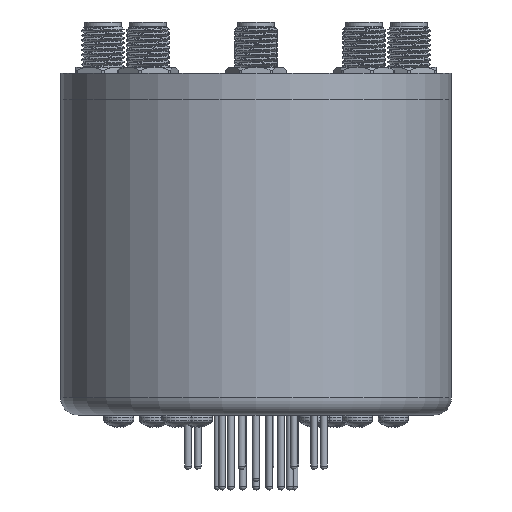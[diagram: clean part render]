
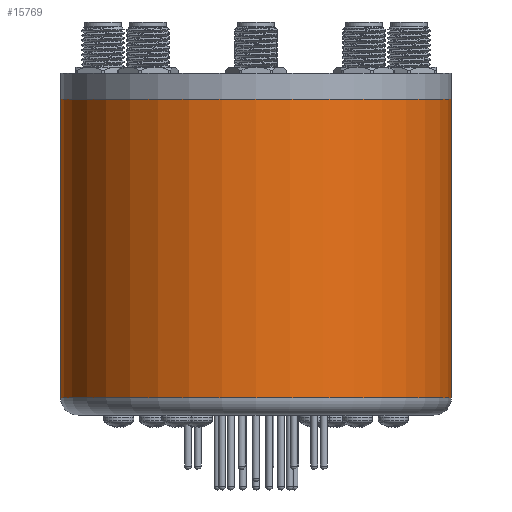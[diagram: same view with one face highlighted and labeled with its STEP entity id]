
A CAD part, front view. The second image highlights one B-rep face of the part: STEP entity #15769.
In plain terms, the highlighted cylindrical face has radius 28.575 mm (diameter 57.15 mm), a full revolution.
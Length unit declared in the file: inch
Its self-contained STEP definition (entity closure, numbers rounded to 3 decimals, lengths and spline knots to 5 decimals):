
#1734 = DIRECTION ( 'NONE',  ( 0., 0., -1. ) ) ;
#2263 = FACE_OUTER_BOUND ( 'NONE', #15920, .T. ) ;
#2796 = AXIS2_PLACEMENT_3D ( 'NONE', #14328, #33447, #36252 ) ;
#3691 = EDGE_CURVE ( 'NONE', #26256, #26256, #11878, .T. ) ;
#4920 = EDGE_CURVE ( 'NONE', #27716, #27716, #32672, .T. ) ;
#6784 = ORIENTED_EDGE ( 'NONE', *, *, #26945, .F. ) ;
#7023 = LINE ( 'NONE', #35507, #36636 ) ;
#7145 = DIRECTION ( 'NONE',  ( 0., 0., 1. ) ) ;
#7171 = VERTEX_POINT ( 'NONE', #21699 ) ;
#7206 = VERTEX_POINT ( 'NONE', #19463 ) ;
#8785 = ORIENTED_EDGE ( 'NONE', *, *, #17418, .T. ) ;
#10276 = LINE ( 'NONE', #12918, #33042 ) ;
#11478 = EDGE_LOOP ( 'NONE', ( #15231, #6784, #29767, #8785 ) ) ;
#11591 = DIRECTION ( 'NONE',  ( 1., 0., 0. ) ) ;
#11859 = EDGE_LOOP ( 'NONE', ( #14117 ) ) ;
#11878 = CIRCLE ( 'NONE', #32622, 1.125 ) ;
#11995 = AXIS2_PLACEMENT_3D ( 'NONE', #32621, #7145, #18558 ) ;
#12136 = CARTESIAN_POINT ( 'NONE',  ( 1.125, 0., -1.8685 ) ) ;
#12918 = CARTESIAN_POINT ( 'NONE',  ( 0.94659, 0.60795, -0.52621 ) ) ;
#13242 = VERTEX_POINT ( 'NONE', #21109 ) ;
#14117 = ORIENTED_EDGE ( 'NONE', *, *, #3691, .T. ) ;
#14328 = CARTESIAN_POINT ( 'NONE',  ( 0., 0., -0.52621 ) ) ;
#15231 = ORIENTED_EDGE ( 'NONE', *, *, #35739, .F. ) ;
#15769 = ADVANCED_FACE ( 'NONE', ( #19576, #2263, #24938 ), #22176, .T. ) ;
#15920 = EDGE_LOOP ( 'NONE', ( #16546 ) ) ;
#16546 = ORIENTED_EDGE ( 'NONE', *, *, #4920, .F. ) ;
#17188 = CARTESIAN_POINT ( 'NONE',  ( 0., 0., -1.8685 ) ) ;
#17418 = EDGE_CURVE ( 'NONE', #30753, #7206, #35487, .T. ) ;
#18558 = DIRECTION ( 'NONE',  ( -0.841, 0.54, 0. ) ) ;
#18663 = CARTESIAN_POINT ( 'NONE',  ( 0., 0., -0.15 ) ) ;
#19463 = CARTESIAN_POINT ( 'NONE',  ( -0.94659, 0.60795, -0.52621 ) ) ;
#19576 = FACE_BOUND ( 'NONE', #11478, .T. ) ;
#21109 = CARTESIAN_POINT ( 'NONE',  ( -0.94659, 0.60795, -1.73253 ) ) ;
#21395 = DIRECTION ( 'NONE',  ( 0., 0., 1. ) ) ;
#21610 = DIRECTION ( 'NONE',  ( -1., 0., 0. ) ) ;
#21699 = CARTESIAN_POINT ( 'NONE',  ( 0.94659, 0.60795, -1.73253 ) ) ;
#22176 = CYLINDRICAL_SURFACE ( 'NONE', #33028, 1.125 ) ;
#22719 = CARTESIAN_POINT ( 'NONE',  ( 0., 0., -1.9685 ) ) ;
#24938 = FACE_OUTER_BOUND ( 'NONE', #11859, .T. ) ;
#25315 = DIRECTION ( 'NONE',  ( 1., 0., 0. ) ) ;
#26256 = VERTEX_POINT ( 'NONE', #12136 ) ;
#26945 = EDGE_CURVE ( 'NONE', #7171, #13242, #28018, .T. ) ;
#27185 = DIRECTION ( 'NONE',  ( 0., 0., 1. ) ) ;
#27716 = VERTEX_POINT ( 'NONE', #32716 ) ;
#28018 = CIRCLE ( 'NONE', #11995, 1.125 ) ;
#28483 = DIRECTION ( 'NONE',  ( 0., 0., 1. ) ) ;
#29767 = ORIENTED_EDGE ( 'NONE', *, *, #36446, .F. ) ;
#30753 = VERTEX_POINT ( 'NONE', #36484 ) ;
#31225 = DIRECTION ( 'NONE',  ( 0., 0., 1. ) ) ;
#32621 = CARTESIAN_POINT ( 'NONE',  ( 0., 0., -1.73253 ) ) ;
#32622 = AXIS2_PLACEMENT_3D ( 'NONE', #17188, #28483, #11591 ) ;
#32672 = CIRCLE ( 'NONE', #34459, 1.125 ) ;
#32716 = CARTESIAN_POINT ( 'NONE',  ( -1.125, 0., -0.15 ) ) ;
#33028 = AXIS2_PLACEMENT_3D ( 'NONE', #22719, #31225, #25315 ) ;
#33042 = VECTOR ( 'NONE', #1734, 39.37008 ) ;
#33447 = DIRECTION ( 'NONE',  ( 0., 0., 1. ) ) ;
#34459 = AXIS2_PLACEMENT_3D ( 'NONE', #18663, #27185, #21610 ) ;
#35487 = CIRCLE ( 'NONE', #2796, 1.125 ) ;
#35507 = CARTESIAN_POINT ( 'NONE',  ( -0.94659, 0.60795, -1.73253 ) ) ;
#35739 = EDGE_CURVE ( 'NONE', #13242, #7206, #7023, .T. ) ;
#36252 = DIRECTION ( 'NONE',  ( -0.841, 0.54, 0. ) ) ;
#36446 = EDGE_CURVE ( 'NONE', #30753, #7171, #10276, .T. ) ;
#36484 = CARTESIAN_POINT ( 'NONE',  ( 0.94659, 0.60795, -0.52621 ) ) ;
#36636 = VECTOR ( 'NONE', #21395, 39.37008 ) ;
